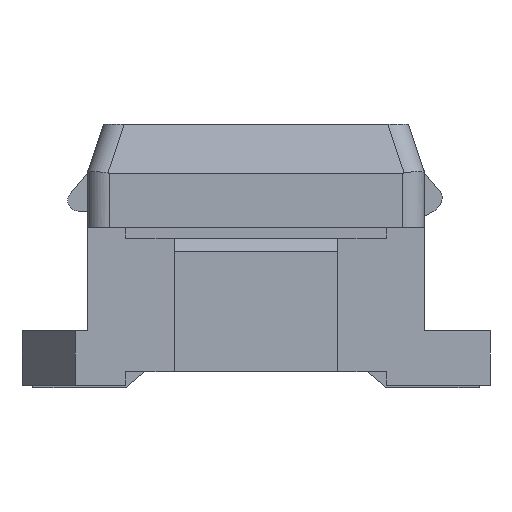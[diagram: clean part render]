
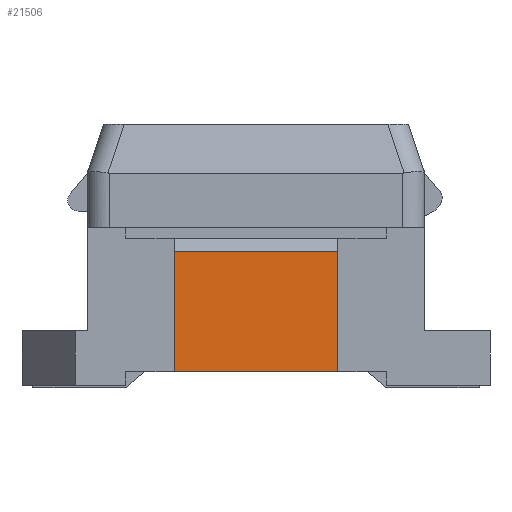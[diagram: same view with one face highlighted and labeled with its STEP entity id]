
A CAD part, left-side view. The second image highlights one B-rep face of the part: STEP entity #21506.
In plain terms, the highlighted planar face has unit normal (-1, 0, 0).
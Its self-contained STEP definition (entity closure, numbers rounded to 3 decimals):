
#4210=CARTESIAN_POINT('',(-4.95,0.75,0.475));
#4211=VERTEX_POINT('',#4210);
#4212=CARTESIAN_POINT('',(-4.95,1.,0.475));
#4213=VERTEX_POINT('',#4212);
#4214=CARTESIAN_POINT('',(-4.95,0.75,0.475));
#4215=DIRECTION('',(0.0,1.0,0.0));
#4216=VECTOR('',#4215,0.25);
#4217=LINE('',#4214,#4216);
#4218=EDGE_CURVE('',#4211,#4213,#4217,.T.);
#4260=CARTESIAN_POINT('',(-4.95,-1.,0.475));
#4261=VERTEX_POINT('',#4260);
#4268=CARTESIAN_POINT('',(-4.95,-0.75,0.475));
#4269=VERTEX_POINT('',#4268);
#4270=CARTESIAN_POINT('',(-4.95,-1.,0.475));
#4271=DIRECTION('',(0.0,1.0,0.0));
#4272=VECTOR('',#4271,0.25);
#4273=LINE('',#4270,#4272);
#4274=EDGE_CURVE('',#4261,#4269,#4273,.T.);
#4369=CARTESIAN_POINT('',(-4.95,-0.75,0.15));
#4370=VERTEX_POINT('',#4369);
#4377=CARTESIAN_POINT('',(-4.95,0.75,0.15));
#4378=VERTEX_POINT('',#4377);
#4379=CARTESIAN_POINT('',(-4.95,-0.75,0.15));
#4380=DIRECTION('',(0.0,1.0,0.0));
#4381=VECTOR('',#4380,1.5);
#4382=LINE('',#4379,#4381);
#4383=EDGE_CURVE('',#4370,#4378,#4382,.T.);
#21457=CARTESIAN_POINT('',(-4.95,0.75,0.475));
#21458=DIRECTION('',(0.0,0.0,-1.0));
#21459=VECTOR('',#21458,0.325);
#21460=LINE('',#21457,#21459);
#21461=EDGE_CURVE('',#4211,#4378,#21460,.T.);
#21467=CARTESIAN_POINT('',(-4.95,-1.1,0.095));
#21468=DIRECTION('',(1.0,0.0,0.0));
#21469=DIRECTION('',(0.0,1.0,0.0));
#21470=AXIS2_PLACEMENT_3D('',#21467,#21468,#21469);
#21471=PLANE('',#21470);
#21472=ORIENTED_EDGE('',*,*,#4383,.F.);
#21473=CARTESIAN_POINT('',(-4.95,-0.75,0.475));
#21474=DIRECTION('',(0.0,0.0,-1.0));
#21475=VECTOR('',#21474,0.325);
#21476=LINE('',#21473,#21475);
#21477=EDGE_CURVE('',#4269,#4370,#21476,.T.);
#21478=ORIENTED_EDGE('',*,*,#21477,.F.);
#21479=ORIENTED_EDGE('',*,*,#4274,.F.);
#21480=CARTESIAN_POINT('',(-4.95,-1.,1.255));
#21481=VERTEX_POINT('',#21480);
#21482=CARTESIAN_POINT('',(-4.95,-1.,1.255));
#21483=DIRECTION('',(0.0,0.0,-1.0));
#21484=VECTOR('',#21483,0.78);
#21485=LINE('',#21482,#21484);
#21486=EDGE_CURVE('',#21481,#4261,#21485,.T.);
#21487=ORIENTED_EDGE('',*,*,#21486,.F.);
#21488=CARTESIAN_POINT('',(-4.95,1.,1.255));
#21489=VERTEX_POINT('',#21488);
#21490=CARTESIAN_POINT('',(-4.95,1.,1.255));
#21491=DIRECTION('',(0.0,-1.0,0.0));
#21492=VECTOR('',#21491,2.0);
#21493=LINE('',#21490,#21492);
#21494=EDGE_CURVE('',#21489,#21481,#21493,.T.);
#21495=ORIENTED_EDGE('',*,*,#21494,.F.);
#21496=CARTESIAN_POINT('',(-4.95,1.,1.255));
#21497=DIRECTION('',(0.0,0.0,-1.0));
#21498=VECTOR('',#21497,0.78);
#21499=LINE('',#21496,#21498);
#21500=EDGE_CURVE('',#21489,#4213,#21499,.T.);
#21501=ORIENTED_EDGE('',*,*,#21500,.T.);
#21502=ORIENTED_EDGE('',*,*,#4218,.F.);
#21503=ORIENTED_EDGE('',*,*,#21461,.T.);
#21504=EDGE_LOOP('',(#21472,#21478,#21479,#21487,#21495,#21501,#21502,#21503));
#21505=FACE_OUTER_BOUND('',#21504,.T.);
#21506=ADVANCED_FACE('',(#21505),#21471,.F.);
